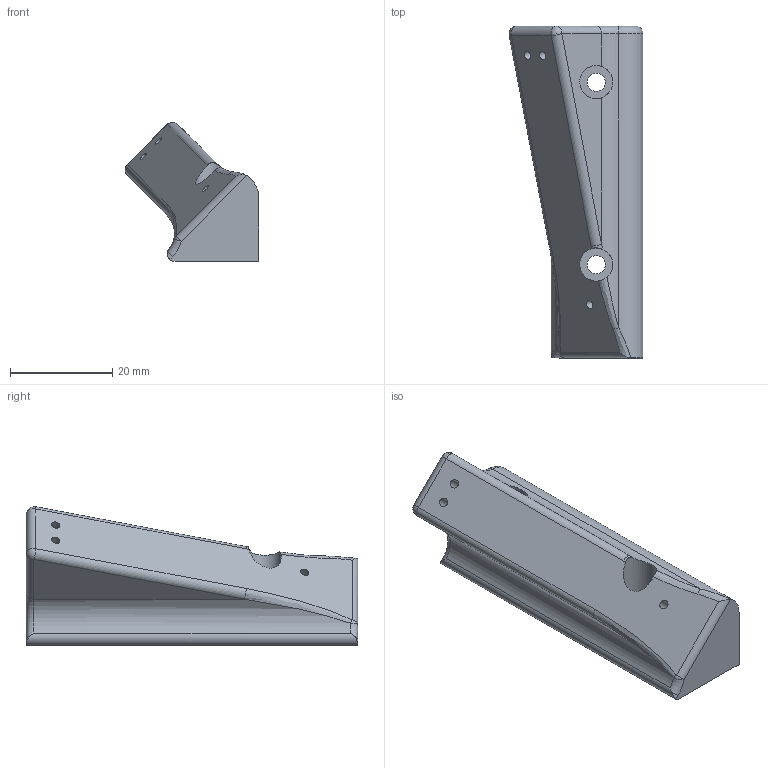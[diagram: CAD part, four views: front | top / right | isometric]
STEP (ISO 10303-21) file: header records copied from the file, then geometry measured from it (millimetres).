
FILE_DESCRIPTION(/* description */ (''),/* implementation_level */ '2;1');
FILE_NAME(/* name */ 'cam mount v.0.3.stp',/* time_stamp */ '2025-01-03T14:50:40+03:00',/* author */ ('ghost'),/* organization */ (''),/* preprocessor_version */ 'ST-DEVELOPER v19.2',/* originating_system */ 'Autodesk Inventor 2024',/* authorisation */ '');
FILE_SCHEMA (('AUTOMOTIVE_DESIGN { 1 0 10303 214 3 1 1 }'));
Length unit declared in the file: millimetre
Products named in the file (1): cam mount v.0.3
Bounding box: 26.23 x 65 x 27.23 mm (x, y, z)
Volume: 20180 mm3; surface area: 6123.1 mm2
Topology: 1 solids, 1 shells, 43 faces, 102 edges, 65 vertices
Faces by surface type: cylinder 20, plane 12, bspline 4, torus 4, sphere 3
Full cylindrical faces by diameter (mm): 1.7 x3, 3.6 x2, 6.5 x2
Entity records: 1452 total; most frequent: CARTESIAN_POINT 391, DIRECTION 224, ORIENTED_EDGE 200, EDGE_CURVE 100, AXIS2_PLACEMENT_3D 95, VERTEX_POINT 62, EDGE_LOOP 50, CIRCLE 44
